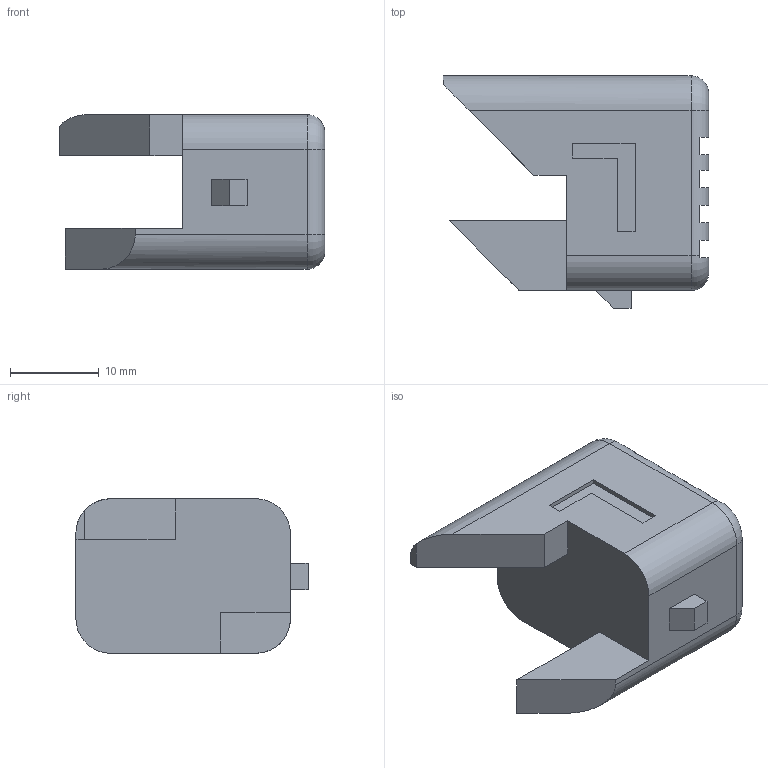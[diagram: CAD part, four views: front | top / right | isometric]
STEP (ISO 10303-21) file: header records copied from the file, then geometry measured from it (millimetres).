
FILE_DESCRIPTION(('HOOPS Exchange Step'),'2;1');
FILE_NAME('temp_export','2026-02-08T15:16:36-06:00',('mobile'),('Shapr3D Limited'),'HOOPS Exchange 2025.9','Shapr3D','Authorized');
FILE_SCHEMA( ('AP242_MANAGED_MODEL_BASED_3D_ENGINEERING_MIM_LF {1 0 10303 442 1 1 4}') );
Length unit declared in the file: millimetre
Products named in the file (3): Mag Catch Mech.; Back; root
Assembly tree (2 placements, depth 3):
  root
    Back
      Mag Catch Mech.
Bounding box: 29.9 x 26.15 x 17.4 mm (x, y, z)
Volume: 7073.7 mm3; surface area: 2647.7 mm2
Topology: 1 solids, 1 shells, 53 faces, 139 edges, 90 vertices
Faces by surface type: plane 41, cylinder 8, torus 4
Entity records: 1734 total; most frequent: CARTESIAN_POINT 322, DIRECTION 288, ORIENTED_EDGE 278, EDGE_CURVE 139, VECTOR 100, LINE 100, AXIS2_PLACEMENT_3D 94, VERTEX_POINT 90
